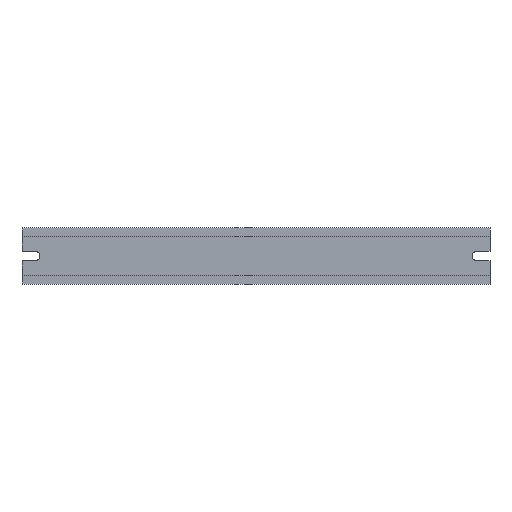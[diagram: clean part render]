
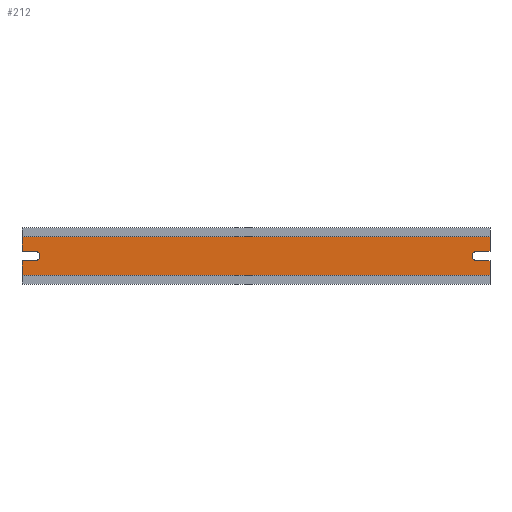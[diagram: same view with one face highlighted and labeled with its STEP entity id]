
A CAD part, top view. The second image highlights one B-rep face of the part: STEP entity #212.
In plain terms, the highlighted planar face has unit normal (0, 0, 1).
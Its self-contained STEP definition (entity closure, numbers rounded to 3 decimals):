
#2 = EDGE_CURVE ( 'NONE', #29, #465, #203, .T. ) ;
#15 = CARTESIAN_POINT ( 'NONE',  ( 145.5, 3., 1.5 ) ) ;
#24 = CIRCLE ( 'NONE', #302, 3. ) ;
#29 = VERTEX_POINT ( 'NONE', #322 ) ;
#39 = DIRECTION ( 'NONE',  ( 0., 1., 0. ) ) ;
#42 = CARTESIAN_POINT ( 'NONE',  ( -137.5, -3., 1.5 ) ) ;
#46 = CARTESIAN_POINT ( 'NONE',  ( -145.5, -13.5, 1.5 ) ) ;
#55 = CARTESIAN_POINT ( 'NONE',  ( 145.5, -3., 1.5 ) ) ;
#62 = VECTOR ( 'NONE', #118, 1000. ) ;
#67 = CARTESIAN_POINT ( 'NONE',  ( 145.5, -3., 1.5 ) ) ;
#80 = LINE ( 'NONE', #477, #617 ) ;
#85 = VECTOR ( 'NONE', #577, 1000. ) ;
#86 = EDGE_CURVE ( 'NONE', #686, #401, #95, .T. ) ;
#93 = ORIENTED_EDGE ( 'NONE', *, *, #2, .F. ) ;
#95 = LINE ( 'NONE', #447, #495 ) ;
#99 = VECTOR ( 'NONE', #600, 1000. ) ;
#105 = DIRECTION ( 'NONE',  ( 1., 0., 0. ) ) ;
#110 = VECTOR ( 'NONE', #626, 1000. ) ;
#114 = ORIENTED_EDGE ( 'NONE', *, *, #677, .T. ) ;
#115 = EDGE_CURVE ( 'NONE', #686, #749, #565, .T. ) ;
#118 = DIRECTION ( 'NONE',  ( 0., 1., 0. ) ) ;
#123 = CARTESIAN_POINT ( 'NONE',  ( 145.5, -13.5, 1.5 ) ) ;
#124 = ORIENTED_EDGE ( 'NONE', *, *, #469, .F. ) ;
#125 = CIRCLE ( 'NONE', #377, 3. ) ;
#133 = ORIENTED_EDGE ( 'NONE', *, *, #513, .F. ) ;
#134 = CARTESIAN_POINT ( 'NONE',  ( -145.5, -12., 1.5 ) ) ;
#144 = LINE ( 'NONE', #683, #85 ) ;
#145 = CARTESIAN_POINT ( 'NONE',  ( 137.5, 0., 1.5 ) ) ;
#158 = DIRECTION ( 'NONE',  ( -1., 0., 0. ) ) ;
#172 = VERTEX_POINT ( 'NONE', #523 ) ;
#178 = ORIENTED_EDGE ( 'NONE', *, *, #115, .T. ) ;
#179 = CARTESIAN_POINT ( 'NONE',  ( 145.5, -13.5, 1.5 ) ) ;
#183 = CARTESIAN_POINT ( 'NONE',  ( -145.5, 12., 1.5 ) ) ;
#203 = CIRCLE ( 'NONE', #300, 3. ) ;
#212 = ADVANCED_FACE ( 'NONE', ( #234 ), #412, .T. ) ;
#234 = FACE_OUTER_BOUND ( 'NONE', #508, .T. ) ;
#236 = EDGE_CURVE ( 'NONE', #681, #251, #350, .T. ) ;
#237 = CARTESIAN_POINT ( 'NONE',  ( -145.5, 3., 1.5 ) ) ;
#241 = DIRECTION ( 'NONE',  ( 0., -1., 0. ) ) ;
#251 = VERTEX_POINT ( 'NONE', #183 ) ;
#252 = CARTESIAN_POINT ( 'NONE',  ( -137.5, 0., 1.5 ) ) ;
#257 = DIRECTION ( 'NONE',  ( -1., 0., 0. ) ) ;
#267 = EDGE_CURVE ( 'NONE', #465, #749, #581, .T. ) ;
#268 = LINE ( 'NONE', #499, #110 ) ;
#286 = CARTESIAN_POINT ( 'NONE',  ( -137.5, 0., 1.5 ) ) ;
#293 = CARTESIAN_POINT ( 'NONE',  ( 145.5, 12., 1.5 ) ) ;
#300 = AXIS2_PLACEMENT_3D ( 'NONE', #145, #669, #257 ) ;
#302 = AXIS2_PLACEMENT_3D ( 'NONE', #286, #463, #105 ) ;
#322 = CARTESIAN_POINT ( 'NONE',  ( 137.5, 3., 1.5 ) ) ;
#350 = LINE ( 'NONE', #649, #62 ) ;
#351 = VERTEX_POINT ( 'NONE', #15 ) ;
#352 = DIRECTION ( 'NONE',  ( 0., 1., 0. ) ) ;
#354 = EDGE_CURVE ( 'NONE', #462, #172, #125, .T. ) ;
#358 = ORIENTED_EDGE ( 'NONE', *, *, #754, .F. ) ;
#373 = ORIENTED_EDGE ( 'NONE', *, *, #668, .F. ) ;
#377 = AXIS2_PLACEMENT_3D ( 'NONE', #252, #436, #667 ) ;
#387 = CARTESIAN_POINT ( 'NONE',  ( -134.5, 0., 1.5 ) ) ;
#395 = CARTESIAN_POINT ( 'NONE',  ( 145.5, -13.5, 1.5 ) ) ;
#401 = VERTEX_POINT ( 'NONE', #134 ) ;
#402 = DIRECTION ( 'NONE',  ( -1., 0., 0. ) ) ;
#412 = PLANE ( 'NONE',  #657 ) ;
#414 = VERTEX_POINT ( 'NONE', #665 ) ;
#419 = VERTEX_POINT ( 'NONE', #609 ) ;
#425 = ORIENTED_EDGE ( 'NONE', *, *, #678, .T. ) ;
#428 = ORIENTED_EDGE ( 'NONE', *, *, #267, .F. ) ;
#436 = DIRECTION ( 'NONE',  ( 0., 0., 1. ) ) ;
#447 = CARTESIAN_POINT ( 'NONE',  ( 145.5, -12., 1.5 ) ) ;
#456 = VECTOR ( 'NONE', #758, 1000. ) ;
#459 = VERTEX_POINT ( 'NONE', #42 ) ;
#460 = LINE ( 'NONE', #293, #755 ) ;
#462 = VERTEX_POINT ( 'NONE', #387 ) ;
#463 = DIRECTION ( 'NONE',  ( 0., 0., 1. ) ) ;
#465 = VERTEX_POINT ( 'NONE', #630 ) ;
#469 = EDGE_CURVE ( 'NONE', #419, #459, #268, .T. ) ;
#473 = LINE ( 'NONE', #46, #456 ) ;
#477 = CARTESIAN_POINT ( 'NONE',  ( 137.5, 3., 1.5 ) ) ;
#481 = DIRECTION ( 'NONE',  ( -1., 0., 0. ) ) ;
#485 = ORIENTED_EDGE ( 'NONE', *, *, #236, .F. ) ;
#495 = VECTOR ( 'NONE', #158, 1000. ) ;
#499 = CARTESIAN_POINT ( 'NONE',  ( -145.5, -3., 1.5 ) ) ;
#508 = EDGE_LOOP ( 'NONE', ( #428, #93, #358, #114, #425, #485, #133, #606, #692, #124, #373, #546, #178 ) ) ;
#513 = EDGE_CURVE ( 'NONE', #172, #681, #144, .T. ) ;
#521 = VECTOR ( 'NONE', #352, 1000. ) ;
#523 = CARTESIAN_POINT ( 'NONE',  ( -137.5, 3., 1.5 ) ) ;
#535 = LINE ( 'NONE', #179, #521 ) ;
#546 = ORIENTED_EDGE ( 'NONE', *, *, #86, .F. ) ;
#565 = LINE ( 'NONE', #395, #731 ) ;
#577 = DIRECTION ( 'NONE',  ( -1., 0., 0. ) ) ;
#581 = LINE ( 'NONE', #55, #99 ) ;
#600 = DIRECTION ( 'NONE',  ( 1., 0., 0. ) ) ;
#606 = ORIENTED_EDGE ( 'NONE', *, *, #354, .F. ) ;
#609 = CARTESIAN_POINT ( 'NONE',  ( -145.5, -3., 1.5 ) ) ;
#617 = VECTOR ( 'NONE', #481, 1000. ) ;
#626 = DIRECTION ( 'NONE',  ( 1., 0., 0. ) ) ;
#628 = EDGE_CURVE ( 'NONE', #459, #462, #24, .T. ) ;
#630 = CARTESIAN_POINT ( 'NONE',  ( 137.5, -3., 1.5 ) ) ;
#649 = CARTESIAN_POINT ( 'NONE',  ( -145.5, -13.5, 1.5 ) ) ;
#657 = AXIS2_PLACEMENT_3D ( 'NONE', #123, #705, #241 ) ;
#665 = CARTESIAN_POINT ( 'NONE',  ( 145.5, 12., 1.5 ) ) ;
#667 = DIRECTION ( 'NONE',  ( 1., 0., 0. ) ) ;
#668 = EDGE_CURVE ( 'NONE', #401, #419, #473, .T. ) ;
#669 = DIRECTION ( 'NONE',  ( 0., 0., 1. ) ) ;
#677 = EDGE_CURVE ( 'NONE', #351, #414, #535, .T. ) ;
#678 = EDGE_CURVE ( 'NONE', #414, #251, #460, .T. ) ;
#681 = VERTEX_POINT ( 'NONE', #237 ) ;
#683 = CARTESIAN_POINT ( 'NONE',  ( -137.5, 3., 1.5 ) ) ;
#686 = VERTEX_POINT ( 'NONE', #701 ) ;
#692 = ORIENTED_EDGE ( 'NONE', *, *, #628, .F. ) ;
#701 = CARTESIAN_POINT ( 'NONE',  ( 145.5, -12., 1.5 ) ) ;
#705 = DIRECTION ( 'NONE',  ( 0., 0., 1. ) ) ;
#731 = VECTOR ( 'NONE', #39, 1000. ) ;
#749 = VERTEX_POINT ( 'NONE', #67 ) ;
#754 = EDGE_CURVE ( 'NONE', #351, #29, #80, .T. ) ;
#755 = VECTOR ( 'NONE', #402, 1000. ) ;
#758 = DIRECTION ( 'NONE',  ( 0., 1., 0. ) ) ;
